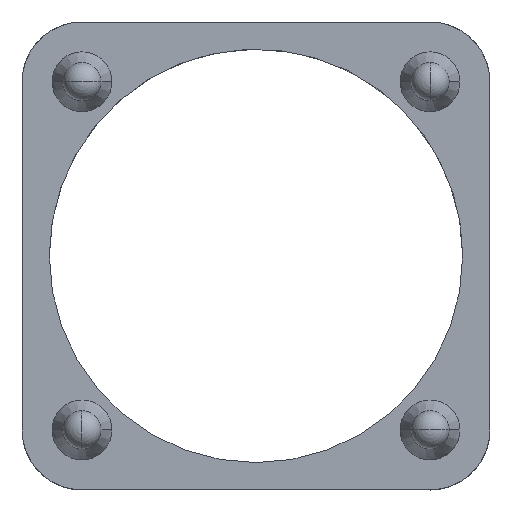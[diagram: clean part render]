
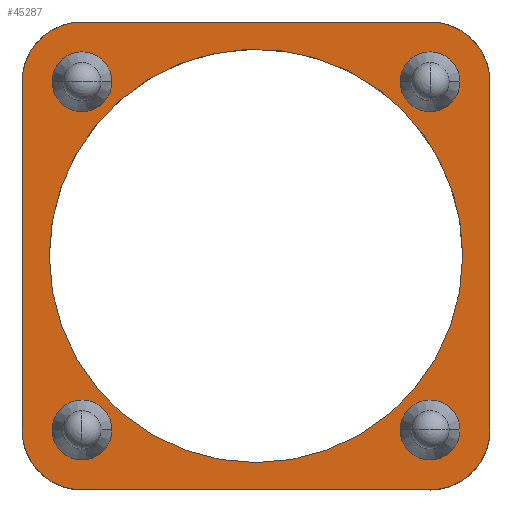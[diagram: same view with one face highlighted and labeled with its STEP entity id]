
A CAD part, top view. The second image highlights one B-rep face of the part: STEP entity #45287.
In plain terms, the highlighted planar face has unit normal (0, 0, 1).
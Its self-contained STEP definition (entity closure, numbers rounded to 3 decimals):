
#143=CARTESIAN_POINT('',(19.0,0.,3.25));
#144=VERTEX_POINT('',#143);
#160=CARTESIAN_POINT('',(-19.0,0.,3.25));
#161=VERTEX_POINT('',#160);
#168=CARTESIAN_POINT('',(0.,0.,3.25));
#169=DIRECTION('',(0.0,0.0,-1.0));
#170=DIRECTION('',(1.0,0.0,0.0));
#171=AXIS2_PLACEMENT_3D('',#168,#169,#170);
#172=CIRCLE('',#171,19.0);
#173=EDGE_CURVE('',#144,#161,#172,.T.);
#183=CARTESIAN_POINT('',(-14.,-16.,3.25));
#184=VERTEX_POINT('',#183);
#193=CARTESIAN_POINT('',(-18.,-16.,3.25));
#194=VERTEX_POINT('',#193);
#195=CARTESIAN_POINT('',(-16.,-16.,3.25));
#196=DIRECTION('',(0.0,0.0,-1.0));
#197=DIRECTION('',(1.0,0.0,0.0));
#198=AXIS2_PLACEMENT_3D('',#195,#196,#197);
#199=CIRCLE('',#198,2.0);
#200=EDGE_CURVE('',#194,#184,#199,.T.);
#225=CARTESIAN_POINT('',(18.,16.,3.25));
#226=VERTEX_POINT('',#225);
#235=CARTESIAN_POINT('',(14.,16.,3.25));
#236=VERTEX_POINT('',#235);
#237=CARTESIAN_POINT('',(16.,16.,3.25));
#238=DIRECTION('',(0.0,0.0,-1.0));
#239=DIRECTION('',(1.0,0.0,0.0));
#240=AXIS2_PLACEMENT_3D('',#237,#238,#239);
#241=CIRCLE('',#240,2.0);
#242=EDGE_CURVE('',#236,#226,#241,.T.);
#267=CARTESIAN_POINT('',(-14.,16.,3.25));
#268=VERTEX_POINT('',#267);
#277=CARTESIAN_POINT('',(-18.0,16.,3.25));
#278=VERTEX_POINT('',#277);
#279=CARTESIAN_POINT('',(-16.,16.,3.25));
#280=DIRECTION('',(0.0,0.0,-1.0));
#281=DIRECTION('',(1.0,0.0,0.0));
#282=AXIS2_PLACEMENT_3D('',#279,#280,#281);
#283=CIRCLE('',#282,2.0);
#284=EDGE_CURVE('',#278,#268,#283,.T.);
#309=CARTESIAN_POINT('',(18.,-16.,3.25));
#310=VERTEX_POINT('',#309);
#319=CARTESIAN_POINT('',(14.,-16.,3.25));
#320=VERTEX_POINT('',#319);
#321=CARTESIAN_POINT('',(16.,-16.,3.25));
#322=DIRECTION('',(0.0,0.0,-1.0));
#323=DIRECTION('',(1.0,0.0,0.0));
#324=AXIS2_PLACEMENT_3D('',#321,#322,#323);
#325=CIRCLE('',#324,2.0);
#326=EDGE_CURVE('',#320,#310,#325,.T.);
#44542=CARTESIAN_POINT('',(16.,-16.,3.25));
#44543=DIRECTION('',(0.0,0.0,-1.0));
#44544=DIRECTION('',(1.0,0.0,0.0));
#44545=AXIS2_PLACEMENT_3D('',#44542,#44543,#44544);
#44546=CIRCLE('',#44545,2.0);
#44547=EDGE_CURVE('',#310,#320,#44546,.T.);
#44560=CARTESIAN_POINT('',(-16.,16.,3.25));
#44561=DIRECTION('',(0.0,0.0,-1.0));
#44562=DIRECTION('',(1.0,0.0,0.0));
#44563=AXIS2_PLACEMENT_3D('',#44560,#44561,#44562);
#44564=CIRCLE('',#44563,2.0);
#44565=EDGE_CURVE('',#268,#278,#44564,.T.);
#44578=CARTESIAN_POINT('',(16.,16.,3.25));
#44579=DIRECTION('',(0.0,0.0,-1.0));
#44580=DIRECTION('',(1.0,0.0,0.0));
#44581=AXIS2_PLACEMENT_3D('',#44578,#44579,#44580);
#44582=CIRCLE('',#44581,2.0);
#44583=EDGE_CURVE('',#226,#236,#44582,.T.);
#44596=CARTESIAN_POINT('',(-16.,-16.,3.25));
#44597=DIRECTION('',(0.0,0.0,-1.0));
#44598=DIRECTION('',(1.0,0.0,0.0));
#44599=AXIS2_PLACEMENT_3D('',#44596,#44597,#44598);
#44600=CIRCLE('',#44599,2.0);
#44601=EDGE_CURVE('',#184,#194,#44600,.T.);
#44870=CARTESIAN_POINT('',(-21.5,-16.,3.25));
#44871=VERTEX_POINT('',#44870);
#44878=CARTESIAN_POINT('',(-21.5,16.,3.25));
#44879=VERTEX_POINT('',#44878);
#44880=CARTESIAN_POINT('',(-21.5,-16.,3.25));
#44881=DIRECTION('',(0.0,1.0,0.0));
#44882=VECTOR('',#44881,32.);
#44883=LINE('',#44880,#44882);
#44884=EDGE_CURVE('',#44871,#44879,#44883,.T.);
#44985=CARTESIAN_POINT('',(-16.0,21.5,3.25));
#44986=VERTEX_POINT('',#44985);
#44993=CARTESIAN_POINT('',(16.,21.5,3.25));
#44994=VERTEX_POINT('',#44993);
#44995=CARTESIAN_POINT('',(-16.0,21.5,3.25));
#44996=DIRECTION('',(1.0,0.0,0.0));
#44997=VECTOR('',#44996,32.0);
#44998=LINE('',#44995,#44997);
#44999=EDGE_CURVE('',#44986,#44994,#44998,.T.);
#45016=CARTESIAN_POINT('',(13.556,13.313,3.25));
#45017=VERTEX_POINT('',#45016);
#45018=CARTESIAN_POINT('',(0.,0.,3.25));
#45019=DIRECTION('',(0.0,0.0,-1.0));
#45020=DIRECTION('',(1.0,0.0,0.0));
#45021=AXIS2_PLACEMENT_3D('',#45018,#45019,#45020);
#45022=CIRCLE('',#45021,19.0);
#45023=EDGE_CURVE('',#45017,#144,#45022,.T.);
#45025=CARTESIAN_POINT('',(0.,0.,3.25));
#45026=DIRECTION('',(0.0,0.0,-1.0));
#45027=DIRECTION('',(1.0,0.0,0.0));
#45028=AXIS2_PLACEMENT_3D('',#45025,#45026,#45027);
#45029=CIRCLE('',#45028,19.0);
#45030=EDGE_CURVE('',#161,#45017,#45029,.T.);
#45118=CARTESIAN_POINT('',(-16.0,-21.5,3.25));
#45119=VERTEX_POINT('',#45118);
#45126=CARTESIAN_POINT('',(-16.0,-16.,3.25));
#45127=DIRECTION('',(0.0,0.0,-1.0));
#45128=DIRECTION('',(1.0,0.0,0.0));
#45129=AXIS2_PLACEMENT_3D('',#45126,#45127,#45128);
#45130=CIRCLE('',#45129,5.5);
#45131=EDGE_CURVE('',#45119,#44871,#45130,.T.);
#45144=CARTESIAN_POINT('',(-16.0,16.,3.25));
#45145=DIRECTION('',(0.0,0.0,-1.0));
#45146=DIRECTION('',(1.0,0.0,0.0));
#45147=AXIS2_PLACEMENT_3D('',#45144,#45145,#45146);
#45148=CIRCLE('',#45147,5.5);
#45149=EDGE_CURVE('',#44879,#44986,#45148,.T.);
#45162=CARTESIAN_POINT('',(21.5,16.,3.25));
#45163=VERTEX_POINT('',#45162);
#45164=CARTESIAN_POINT('',(16.,16.,3.25));
#45165=DIRECTION('',(0.0,0.0,-1.0));
#45166=DIRECTION('',(1.0,0.0,0.0));
#45167=AXIS2_PLACEMENT_3D('',#45164,#45165,#45166);
#45168=CIRCLE('',#45167,5.5);
#45169=EDGE_CURVE('',#44994,#45163,#45168,.T.);
#45187=CARTESIAN_POINT('',(21.5,-16.,3.25));
#45188=VERTEX_POINT('',#45187);
#45189=CARTESIAN_POINT('',(21.5,16.,3.25));
#45190=DIRECTION('',(0.0,-1.0,0.0));
#45191=VECTOR('',#45190,32.);
#45192=LINE('',#45189,#45191);
#45193=EDGE_CURVE('',#45163,#45188,#45192,.T.);
#45213=CARTESIAN_POINT('',(16.0,-21.5,3.25));
#45214=VERTEX_POINT('',#45213);
#45215=CARTESIAN_POINT('',(16.0,-16.,3.25));
#45216=DIRECTION('',(0.0,0.0,-1.0));
#45217=DIRECTION('',(1.0,0.0,0.0));
#45218=AXIS2_PLACEMENT_3D('',#45215,#45216,#45217);
#45219=CIRCLE('',#45218,5.5);
#45220=EDGE_CURVE('',#45188,#45214,#45219,.T.);
#45238=CARTESIAN_POINT('',(16.0,-21.5,3.25));
#45239=DIRECTION('',(-1.0,0.0,0.0));
#45240=VECTOR('',#45239,32.0);
#45241=LINE('',#45238,#45240);
#45242=EDGE_CURVE('',#45214,#45119,#45241,.T.);
#45251=CARTESIAN_POINT('',(0.,0.,3.25));
#45252=DIRECTION('',(0.0,0.0,1.0));
#45253=DIRECTION('',(1.0,0.0,0.0));
#45254=AXIS2_PLACEMENT_3D('',#45251,#45252,#45253);
#45255=PLANE('',#45254);
#45256=ORIENTED_EDGE('',*,*,#45131,.F.);
#45257=ORIENTED_EDGE('',*,*,#45242,.F.);
#45258=ORIENTED_EDGE('',*,*,#45220,.F.);
#45259=ORIENTED_EDGE('',*,*,#45193,.F.);
#45260=ORIENTED_EDGE('',*,*,#45169,.F.);
#45261=ORIENTED_EDGE('',*,*,#44999,.F.);
#45262=ORIENTED_EDGE('',*,*,#45149,.F.);
#45263=ORIENTED_EDGE('',*,*,#44884,.F.);
#45264=EDGE_LOOP('',(#45256,#45257,#45258,#45259,#45260,#45261,#45262,#45263));
#45265=FACE_OUTER_BOUND('',#45264,.T.);
#45266=ORIENTED_EDGE('',*,*,#44547,.T.);
#45267=ORIENTED_EDGE('',*,*,#326,.T.);
#45268=EDGE_LOOP('',(#45266,#45267));
#45269=FACE_BOUND('',#45268,.T.);
#45270=ORIENTED_EDGE('',*,*,#44565,.T.);
#45271=ORIENTED_EDGE('',*,*,#284,.T.);
#45272=EDGE_LOOP('',(#45270,#45271));
#45273=FACE_BOUND('',#45272,.T.);
#45274=ORIENTED_EDGE('',*,*,#44583,.T.);
#45275=ORIENTED_EDGE('',*,*,#242,.T.);
#45276=EDGE_LOOP('',(#45274,#45275));
#45277=FACE_BOUND('',#45276,.T.);
#45278=ORIENTED_EDGE('',*,*,#44601,.T.);
#45279=ORIENTED_EDGE('',*,*,#200,.T.);
#45280=EDGE_LOOP('',(#45278,#45279));
#45281=FACE_BOUND('',#45280,.T.);
#45282=ORIENTED_EDGE('',*,*,#45023,.T.);
#45283=ORIENTED_EDGE('',*,*,#173,.T.);
#45284=ORIENTED_EDGE('',*,*,#45030,.T.);
#45285=EDGE_LOOP('',(#45282,#45283,#45284));
#45286=FACE_BOUND('',#45285,.T.);
#45287=ADVANCED_FACE('',(#45265,#45269,#45273,#45277,#45281,#45286),#45255,.T.);
